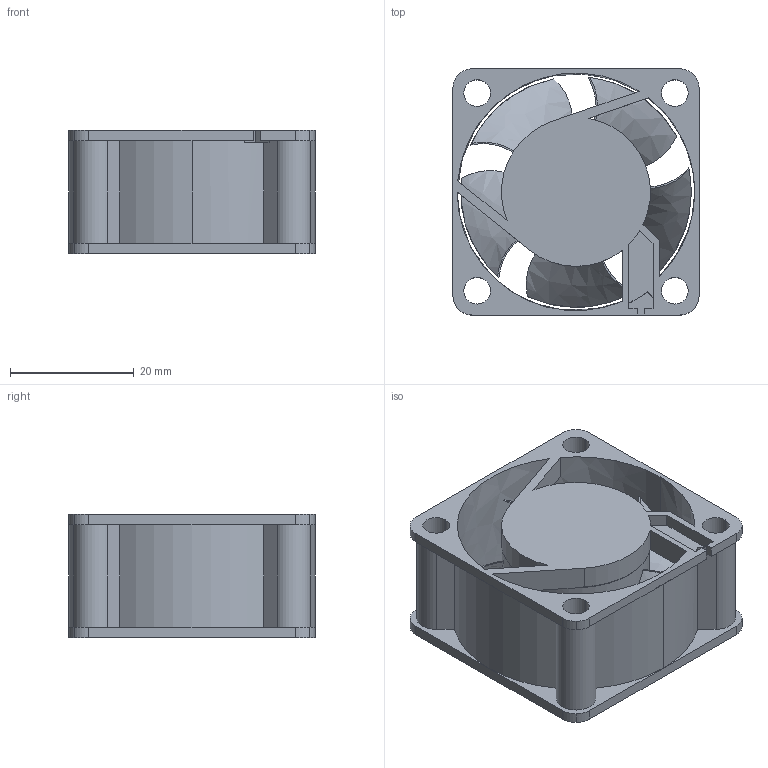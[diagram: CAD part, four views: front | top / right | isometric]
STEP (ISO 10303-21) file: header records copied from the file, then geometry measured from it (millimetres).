
FILE_DESCRIPTION((''),'2;1');
FILE_NAME('Fan-PAPST-412.stp','2005-12-25T16:41:12',('t8558es'),(''),'Autodesk Inventor 7','Autodesk Inventor 7','');
FILE_SCHEMA(('AUTOMOTIVE_DESIGN { 1 0 10303 214 1 1 1 1 }'));
Length unit declared in the file: inch
Products named in the file (1): Fan-PAPST-412
Bounding box: 39.88 x 39.88 x 20.07 mm (x, y, z)
Volume: 13292.9 mm3; surface area: 12067.4 mm2
Topology: 1 solids, 1 shells, 116 faces, 331 edges, 216 vertices
Faces by surface type: plane 55, cylinder 36, bspline 23, torus 2
Entity records: 4408 total; most frequent: CARTESIAN_POINT 1337, ORIENTED_EDGE 662, DIRECTION 629, EDGE_CURVE 331, AXIS2_PLACEMENT_3D 238, VERTEX_POINT 216, VECTOR 153, LINE 153
